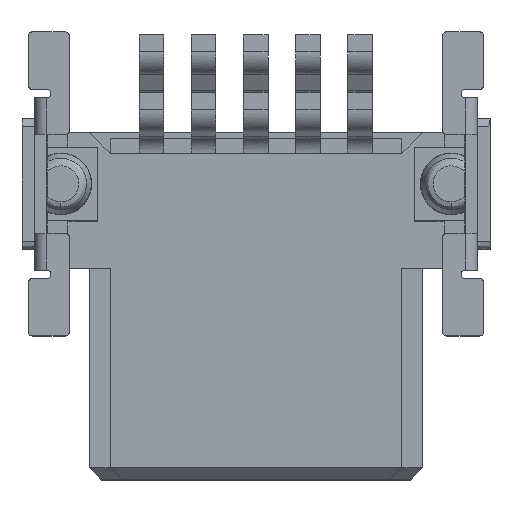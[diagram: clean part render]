
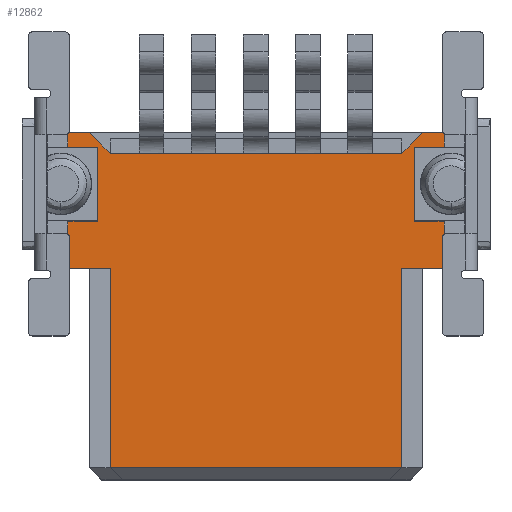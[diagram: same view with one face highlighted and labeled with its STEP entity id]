
A CAD part, top view. The second image highlights one B-rep face of the part: STEP entity #12862.
In plain terms, the highlighted free-form (B-spline) face has degree [1, 1] with [2, 2] control points.
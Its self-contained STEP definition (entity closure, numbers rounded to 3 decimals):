
#1147=CARTESIAN_POINT('V278',(4.955,2.188,
   2.785));
#1148=VERTEX_POINT('V278',#1147);
#1154=CARTESIAN_POINT('V458',(5.485,2.188,
   2.785));
#1155=VERTEX_POINT('V458',#1154);
#1156=CARTESIAN_POINT('E669',(5.485,2.188,
   2.785));
#1157=CARTESIAN_POINT('E669',(4.955,2.188,
   2.785));
#1158=B_SPLINE_CURVE_WITH_KNOTS('E669',1,(#1156,#1157),
   .POLYLINE_FORM.,.F.,.U.,(2,2),(0.0,1.06),
   .UNSPECIFIED.);
#1159=EDGE_CURVE('E669',#1155,#1148,#1158,.T.);
#7727=CARTESIAN_POINT('V710',(-2.945,1.838,
   2.785));
#7728=VERTEX_POINT('V710',#7727);
#7735=CARTESIAN_POINT('V709',(-2.945,0.038,
   2.785));
#7736=VERTEX_POINT('V709',#7735);
#7742=CARTESIAN_POINT('E1066',(-2.945,1.838,
   2.785));
#7743=CARTESIAN_POINT('E1066',(-2.945,0.038,
   2.785));
#7744=QUASI_UNIFORM_CURVE('E1066',1,(#7742,#7743),.POLYLINE_FORM.,
   .F.,.U.);
#7745=EDGE_CURVE('E1066',#7728,#7736,#7744,.T.);
#7755=CARTESIAN_POINT('V701',(-3.675,0.038,
   2.785));
#7756=VERTEX_POINT('V701',#7755);
#7757=CARTESIAN_POINT('E1065',(-2.945,0.038,
   2.785));
#7758=CARTESIAN_POINT('E1065',(-3.675,0.038,
   2.785));
#7759=B_SPLINE_CURVE_WITH_KNOTS('E1065',1,(#7757,#7758),
   .POLYLINE_FORM.,.F.,.U.,(2,2),(0.0,0.88),
   .UNSPECIFIED.);
#7760=EDGE_CURVE('E1065',#7736,#7756,#7759,.T.);
#7784=CARTESIAN_POINT('V505',(-3.675,-1.112,
   2.785));
#7785=VERTEX_POINT('V505',#7784);
#7791=CARTESIAN_POINT('E1049',(-3.675,0.038,
   2.785));
#7792=CARTESIAN_POINT('E1049',(-3.675,-1.112,
   2.785));
#7793=B_SPLINE_CURVE_WITH_KNOTS('E1049',1,(#7791,#7792),
   .POLYLINE_FORM.,.F.,.U.,(2,2),(0.0,0.348),
   .UNSPECIFIED.);
#7794=EDGE_CURVE('E1049',#7756,#7785,#7793,.T.);
#7898=CARTESIAN_POINT('V506',(-2.645,-1.112,
   2.785));
#7899=VERTEX_POINT('V506',#7898);
#7905=CARTESIAN_POINT('E756',(-3.675,-1.112,
   2.785));
#7906=CARTESIAN_POINT('E756',(-2.645,-1.112,
   2.785));
#7907=QUASI_UNIFORM_CURVE('E756',1,(#7905,#7906),.POLYLINE_FORM.,.F.,
   .U.);
#7908=EDGE_CURVE('E756',#7785,#7899,#7907,.T.);
#7933=CARTESIAN_POINT('V499',(-2.645,-5.962,
   2.785));
#7934=VERTEX_POINT('V499',#7933);
#7935=CARTESIAN_POINT('E1089',(-2.645,-1.112,
   2.785));
#7936=CARTESIAN_POINT('E1089',(-2.645,-5.962,
   2.785));
#7937=B_SPLINE_CURVE_WITH_KNOTS('E1089',1,(#7935,#7936),
   .POLYLINE_FORM.,.F.,.U.,(2,2),(0.0,1.366),
   .UNSPECIFIED.);
#7938=EDGE_CURVE('E1089',#7899,#7934,#7937,.T.);
#7969=CARTESIAN_POINT('V280',(4.455,-5.962,
   2.785));
#7970=VERTEX_POINT('V280',#7969);
#7976=CARTESIAN_POINT('E1090',(-2.645,-5.962,
   2.785));
#7977=CARTESIAN_POINT('E1090',(4.455,-5.962,
   2.785));
#7978=QUASI_UNIFORM_CURVE('E1090',1,(#7976,#7977),.POLYLINE_FORM.,
   .F.,.U.);
#7979=EDGE_CURVE('E1090',#7934,#7970,#7978,.T.);
#8163=CARTESIAN_POINT('V287',(4.455,-1.112,
   2.785));
#8164=VERTEX_POINT('V287',#8163);
#8170=CARTESIAN_POINT('E744',(4.455,-5.962,
   2.785));
#8171=CARTESIAN_POINT('E744',(4.455,-1.112,
   2.785));
#8172=B_SPLINE_CURVE_WITH_KNOTS('E744',1,(#8170,#8171),
   .POLYLINE_FORM.,.F.,.U.,(2,2),(0.0,1.366),
   .UNSPECIFIED.);
#8173=EDGE_CURVE('E744',#7970,#8164,#8172,.T.);
#12217=CARTESIAN_POINT('V482',(5.485,0.038,
   2.785));
#12218=VERTEX_POINT('V482',#12217);
#12224=CARTESIAN_POINT('V286',(5.485,-1.112,
   2.785));
#12225=VERTEX_POINT('V286',#12224);
#12226=CARTESIAN_POINT('E704',(5.485,-1.112,
   2.785));
#12227=CARTESIAN_POINT('E704',(5.485,0.038,
   2.785));
#12228=B_SPLINE_CURVE_WITH_KNOTS('E704',1,(#12226,#12227),
   .POLYLINE_FORM.,.F.,.U.,(2,2),(0.0,0.348),
   .UNSPECIFIED.);
#12229=EDGE_CURVE('E704',#12225,#12218,#12228,.T.);
#12253=CARTESIAN_POINT('V490',(4.755,0.038,
   2.785));
#12254=VERTEX_POINT('V490',#12253);
#12260=CARTESIAN_POINT('E720',(5.485,0.038,
   2.785));
#12261=CARTESIAN_POINT('E720',(4.755,0.038,
   2.785));
#12262=B_SPLINE_CURVE_WITH_KNOTS('E720',1,(#12260,#12261),
   .POLYLINE_FORM.,.F.,.U.,(2,2),(0.0,0.88),
   .UNSPECIFIED.);
#12263=EDGE_CURVE('E720',#12218,#12254,#12262,.T.);
#12273=CARTESIAN_POINT('V491',(4.755,1.838,
   2.785));
#12274=VERTEX_POINT('V491',#12273);
#12275=CARTESIAN_POINT('E721',(4.755,0.038,
   2.785));
#12276=CARTESIAN_POINT('E721',(4.755,1.838,
   2.785));
#12277=QUASI_UNIFORM_CURVE('E721',1,(#12275,#12276),.POLYLINE_FORM.,
   .F.,.U.);
#12278=EDGE_CURVE('E721',#12254,#12274,#12277,.T.);
#12295=CARTESIAN_POINT('V486',(5.485,1.838,
   2.785));
#12296=VERTEX_POINT('V486',#12295);
#12302=CARTESIAN_POINT('E723',(4.755,1.838,
   2.785));
#12303=CARTESIAN_POINT('E723',(5.485,1.838,
   2.785));
#12304=B_SPLINE_CURVE_WITH_KNOTS('E723',1,(#12302,#12303),
   .POLYLINE_FORM.,.F.,.U.,(2,2),(0.0,0.88),
   .UNSPECIFIED.);
#12305=EDGE_CURVE('E723',#12274,#12296,#12304,.T.);
#12410=CARTESIAN_POINT('E411',(4.455,-1.112,
   2.785));
#12411=CARTESIAN_POINT('E411',(5.485,-1.112,
   2.785));
#12412=QUASI_UNIFORM_CURVE('E411',1,(#12410,#12411),.POLYLINE_FORM.,
   .F.,.U.);
#12413=EDGE_CURVE('E411',#8164,#12225,#12412,.T.);
#12637=CARTESIAN_POINT('V705',(-3.675,1.838,
   2.785));
#12638=VERTEX_POINT('V705',#12637);
#12639=CARTESIAN_POINT('E1068',(-3.675,1.838,
   2.785));
#12640=CARTESIAN_POINT('E1068',(-2.945,1.838,
   2.785));
#12641=B_SPLINE_CURVE_WITH_KNOTS('E1068',1,(#12639,#12640),
   .POLYLINE_FORM.,.F.,.U.,(2,2),(0.0,0.88),
   .UNSPECIFIED.);
#12642=EDGE_CURVE('E1068',#12638,#7728,#12641,.T.);
#12666=CARTESIAN_POINT('V677',(-3.675,2.188,
   2.785));
#12667=VERTEX_POINT('V677',#12666);
#12673=CARTESIAN_POINT('V497',(-3.145,2.188,
   2.785));
#12674=VERTEX_POINT('V497',#12673);
#12675=CARTESIAN_POINT('E1014',(-3.145,2.188,
   2.785));
#12676=CARTESIAN_POINT('E1014',(-3.675,2.188,
   2.785));
#12677=B_SPLINE_CURVE_WITH_KNOTS('E1014',1,(#12675,#12676),
   .POLYLINE_FORM.,.F.,.U.,(2,2),(0.0,1.06),
   .UNSPECIFIED.);
#12678=EDGE_CURVE('E1014',#12674,#12667,#12677,.T.);
#12801=CARTESIAN_POINT('V66',(-2.645,1.688,
   2.785));
#12802=VERTEX_POINT('V66',#12801);
#12803=CARTESIAN_POINT('E746',(-2.645,1.688,
   2.785));
#12804=CARTESIAN_POINT('E746',(-3.145,2.188,
   2.785));
#12805=B_SPLINE_CURVE_WITH_KNOTS('E746',1,(#12803,#12804),
   .POLYLINE_FORM.,.F.,.U.,(2,2),(0.0,1.768),
   .UNSPECIFIED.);
#12806=EDGE_CURVE('E746',#12802,#12674,#12805,.T.);
#12817=CARTESIAN_POINT('F375',(5.785,-6.162,
   2.785));
#12818=CARTESIAN_POINT('F375',(5.785,2.488,
   2.785));
#12819=CARTESIAN_POINT('F375',(-3.975,-6.162,
   2.785));
#12820=CARTESIAN_POINT('F375',(-3.975,2.488,
   2.785));
#12821=B_SPLINE_SURFACE_WITH_KNOTS('F375',1,1,((#12817,#12819),(
   #12818,#12820)),.PLANE_SURF.,.F.,.F.,.U.,(2,2),(2,2),(0.0,1.0),
   (0.0,1.128),.UNSPECIFIED.);
#12822=ORIENTED_EDGE('E746',*,*,#12806,.T.);
#12823=ORIENTED_EDGE('E1014',*,*,#12678,.T.);
#12824=CARTESIAN_POINT('E1056',(-3.675,2.188,
   2.785));
#12825=CARTESIAN_POINT('E1056',(-3.675,1.838,
   2.785));
#12826=B_SPLINE_CURVE_WITH_KNOTS('E1056',1,(#12824,#12825),
   .POLYLINE_FORM.,.F.,.U.,(2,2),(0.894,1.0),
   .UNSPECIFIED.);
#12827=EDGE_CURVE('E1056',#12667,#12638,#12826,.T.);
#12828=ORIENTED_EDGE('E1056',*,*,#12827,.T.);
#12829=ORIENTED_EDGE('E1068',*,*,#12642,.T.);
#12830=ORIENTED_EDGE('F358',*,*,#7745,.T.);
#12831=ORIENTED_EDGE('E1065',*,*,#7760,.T.);
#12832=ORIENTED_EDGE('E1049',*,*,#7794,.T.);
#12833=ORIENTED_EDGE('E756',*,*,#7908,.T.);
#12834=ORIENTED_EDGE('E1089',*,*,#7938,.T.);
#12835=ORIENTED_EDGE('F377',*,*,#7979,.T.);
#12836=ORIENTED_EDGE('F254',*,*,#8173,.T.);
#12837=ORIENTED_EDGE('E411',*,*,#12413,.T.);
#12838=ORIENTED_EDGE('E704',*,*,#12229,.T.);
#12839=ORIENTED_EDGE('F237',*,*,#12263,.T.);
#12840=ORIENTED_EDGE('E721',*,*,#12278,.T.);
#12841=ORIENTED_EDGE('E723',*,*,#12305,.T.);
#12842=CARTESIAN_POINT('E711',(5.485,1.838,
   2.785));
#12843=CARTESIAN_POINT('E711',(5.485,2.188,
   2.785));
#12844=B_SPLINE_CURVE_WITH_KNOTS('E711',1,(#12842,#12843),
   .POLYLINE_FORM.,.F.,.U.,(2,2),(0.894,1.0),
   .UNSPECIFIED.);
#12845=EDGE_CURVE('E711',#12296,#1155,#12844,.T.);
#12846=ORIENTED_EDGE('E711',*,*,#12845,.T.);
#12847=ORIENTED_EDGE('E669',*,*,#1159,.T.);
#12848=CARTESIAN_POINT('V67',(4.455,1.688,
   2.785));
#12849=VERTEX_POINT('V67',#12848);
#12850=CARTESIAN_POINT('E401',(4.955,2.188,
   2.785));
#12851=CARTESIAN_POINT('E401',(4.455,1.688,
   2.785));
#12852=B_SPLINE_CURVE_WITH_KNOTS('E401',1,(#12850,#12851),
   .POLYLINE_FORM.,.F.,.U.,(2,2),(0.0,1.768),
   .UNSPECIFIED.);
#12853=EDGE_CURVE('E401',#1148,#12849,#12852,.T.);
#12854=ORIENTED_EDGE('E401',*,*,#12853,.T.);
#12855=CARTESIAN_POINT('E73',(-2.645,1.688,
   2.785));
#12856=CARTESIAN_POINT('E73',(4.455,1.688,
   2.785));
#12857=QUASI_UNIFORM_CURVE('E73',1,(#12855,#12856),.POLYLINE_FORM.,
   .F.,.U.);
#12858=EDGE_CURVE('E73',#12802,#12849,#12857,.T.);
#12859=ORIENTED_EDGE('E73',*,*,#12858,.F.);
#12860=EDGE_LOOP('F375',(#12822,#12823,#12828,#12829,#12830,#12831,
   #12832,#12833,#12834,#12835,#12836,#12837,#12838,#12839,#12840,
   #12841,#12846,#12847,#12854,#12859));
#12861=FACE_OUTER_BOUND('F375',#12860,.T.);
#12862=ADVANCED_FACE('F375',(#12861),#12821,.T.);
